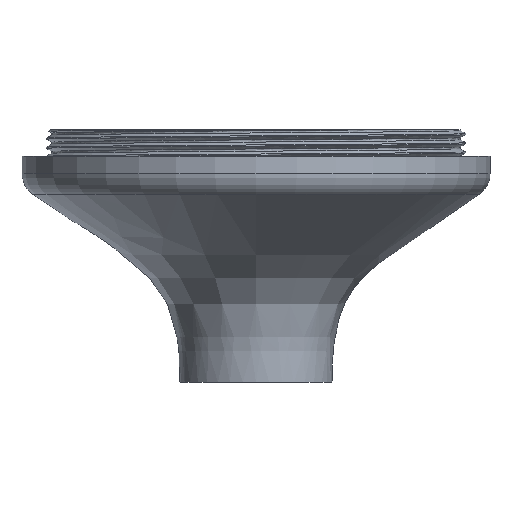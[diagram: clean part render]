
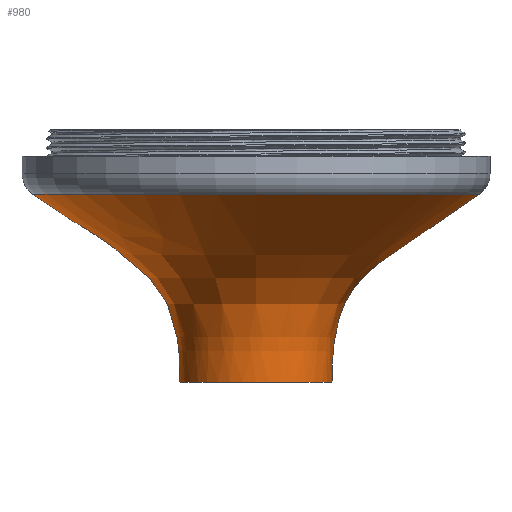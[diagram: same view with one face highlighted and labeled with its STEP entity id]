
A CAD part, front view. The second image highlights one B-rep face of the part: STEP entity #980.
In plain terms, the highlighted free-form (B-spline) face has degree [3, 3] with [4, 19] control points.
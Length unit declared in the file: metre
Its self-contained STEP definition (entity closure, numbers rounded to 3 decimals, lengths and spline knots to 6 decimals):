
#25=B_SPLINE_SURFACE_WITH_KNOTS('',3,3,((#2388,#2389,#2390,#2391,#2392,
#2393,#2394,#2395,#2396,#2397,#2398,#2399,#2400,#2401,#2402,#2403,#2404,
#2405,#2406),(#2407,#2408,#2409,#2410,#2411,#2412,#2413,#2414,#2415,#2416,
#2417,#2418,#2419,#2420,#2421,#2422,#2423,#2424,#2425),(#2426,#2427,#2428,
#2429,#2430,#2431,#2432,#2433,#2434,#2435,#2436,#2437,#2438,#2439,#2440,
#2441,#2442,#2443,#2444),(#2445,#2446,#2447,#2448,#2449,#2450,#2451,#2452,
#2453,#2454,#2455,#2456,#2457,#2458,#2459,#2460,#2461,#2462,#2463)),
 .UNSPECIFIED.,.F.,.T.,.F.,(4,4),(1,1,1,1,1,1,1,1,1,1,1,1,1,1,1,1,1,1,1,
1,1,1,1),(0.028747,1.),(-1.178097,-0.785398,
-0.392699,0.,0.392699,0.785398,1.178097,
1.570796,1.963495,2.356194,2.748894,3.141593,
3.534292,3.926991,4.31969,4.712389,5.105088,
5.497787,5.890486,6.283185,6.675884,7.068583,
7.461283),.UNSPECIFIED.);
#34=B_SPLINE_CURVE_WITH_KNOTS('',3,(#2466,#2467,#2468,#2469,#2470,#2471,
#2472,#2473,#2474,#2475,#2476,#2477,#2478,#2479,#2480,#2481,#2482,#2483),
 .UNSPECIFIED.,.T.,.F.,(1,1,1,1,1,1,1,1,1,1,1,1,1,1,1,1,1,1,1,1,1,1),(-0.005188,
-0.003459,-0.001729,0.,0.001729,
0.003459,0.005188,0.006918,0.010376,
0.012106,0.013835,0.015564,0.017294,
0.019023,0.020753,0.022482,0.024211,
0.025941,0.02767,0.0294,0.031129,
0.032858),.UNSPECIFIED.);
#318=ORIENTED_EDGE('',*,*,#542,.T.);
#319=ORIENTED_EDGE('',*,*,#543,.F.);
#320=ORIENTED_EDGE('',*,*,#541,.T.);
#541=EDGE_CURVE('',#652,#652,#720,.T.);
#542=EDGE_CURVE('',#653,#653,#721,.F.);
#543=EDGE_CURVE('',#654,#654,#34,.T.);
#652=VERTEX_POINT('',#2387);
#653=VERTEX_POINT('',#2465);
#654=VERTEX_POINT('',#2484);
#720=CIRCLE('',#1095,0.0125);
#721=CIRCLE('',#1096,0.036771);
#774=EDGE_LOOP('',(#318));
#775=EDGE_LOOP('',(#319));
#776=EDGE_LOOP('',(#320));
#866=FACE_BOUND('',#774,.T.);
#867=FACE_BOUND('',#775,.T.);
#868=FACE_BOUND('',#776,.T.);
#980=ADVANCED_FACE('',(#866,#867,#868),#25,.T.);
#1095=AXIS2_PLACEMENT_3D('',#2386,#1323,#1324);
#1096=AXIS2_PLACEMENT_3D('',#2464,#1325,#1326);
#1323=DIRECTION('',(0.,0.,1.));
#1324=DIRECTION('',(1.,0.,0.));
#1325=DIRECTION('',(0.,0.,1.));
#1326=DIRECTION('',(1.,0.,0.));
#2386=CARTESIAN_POINT('',(0.,0.,-0.0372));
#2387=CARTESIAN_POINT('',(0.0125,0.,-0.0372));
#2388=CARTESIAN_POINT('',(0.034856,-0.014438,-0.006202));
#2389=CARTESIAN_POINT('',(0.037728,0.,-0.006202));
#2390=CARTESIAN_POINT('',(0.034856,0.014438,-0.006202));
#2391=CARTESIAN_POINT('',(0.026678,0.026678,-0.006202));
#2392=CARTESIAN_POINT('',(0.014438,0.034856,-0.006202));
#2393=CARTESIAN_POINT('',(0.,0.037728,-0.006202));
#2394=CARTESIAN_POINT('',(-0.014438,0.034856,-0.006202));
#2395=CARTESIAN_POINT('',(-0.026678,0.026678,-0.006202));
#2396=CARTESIAN_POINT('',(-0.034856,0.014438,-0.006202));
#2397=CARTESIAN_POINT('',(-0.037728,0.,-0.006202));
#2398=CARTESIAN_POINT('',(-0.034856,-0.014438,-0.006202));
#2399=CARTESIAN_POINT('',(-0.026678,-0.026678,-0.006202));
#2400=CARTESIAN_POINT('',(-0.014438,-0.034856,-0.006202));
#2401=CARTESIAN_POINT('',(0.,-0.037728,-0.006202));
#2402=CARTESIAN_POINT('',(0.014438,-0.034856,-0.006202));
#2403=CARTESIAN_POINT('',(0.026678,-0.026678,-0.006202));
#2404=CARTESIAN_POINT('',(0.034856,-0.014438,-0.006202));
#2405=CARTESIAN_POINT('',(0.037728,0.,-0.006202));
#2406=CARTESIAN_POINT('',(0.034856,0.014438,-0.006202));
#2407=CARTESIAN_POINT('',(0.016786,-0.006953,-0.019346));
#2408=CARTESIAN_POINT('',(0.018169,0.,-0.019346));
#2409=CARTESIAN_POINT('',(0.016786,0.006953,-0.019346));
#2410=CARTESIAN_POINT('',(0.012848,0.012848,-0.019346));
#2411=CARTESIAN_POINT('',(0.006953,0.016786,-0.019346));
#2412=CARTESIAN_POINT('',(0.,0.018169,-0.019346));
#2413=CARTESIAN_POINT('',(-0.006953,0.016786,-0.019346));
#2414=CARTESIAN_POINT('',(-0.012848,0.012848,-0.019346));
#2415=CARTESIAN_POINT('',(-0.016786,0.006953,-0.019346));
#2416=CARTESIAN_POINT('',(-0.018169,0.,-0.019346));
#2417=CARTESIAN_POINT('',(-0.016786,-0.006953,-0.019346));
#2418=CARTESIAN_POINT('',(-0.012848,-0.012848,-0.019346));
#2419=CARTESIAN_POINT('',(-0.006953,-0.016786,-0.019346));
#2420=CARTESIAN_POINT('',(0.,-0.018169,-0.019346));
#2421=CARTESIAN_POINT('',(0.006953,-0.016786,-0.019346));
#2422=CARTESIAN_POINT('',(0.012848,-0.012848,-0.019346));
#2423=CARTESIAN_POINT('',(0.016786,-0.006953,-0.019346));
#2424=CARTESIAN_POINT('',(0.018169,0.,-0.019346));
#2425=CARTESIAN_POINT('',(0.016786,0.006953,-0.019346));
#2426=CARTESIAN_POINT('',(0.011849,-0.004908,-0.019717));
#2427=CARTESIAN_POINT('',(0.012825,0.,-0.019717));
#2428=CARTESIAN_POINT('',(0.011849,0.004908,-0.019717));
#2429=CARTESIAN_POINT('',(0.009069,0.009069,-0.019717));
#2430=CARTESIAN_POINT('',(0.004908,0.011849,-0.019717));
#2431=CARTESIAN_POINT('',(0.,0.012825,-0.019717));
#2432=CARTESIAN_POINT('',(-0.004908,0.011849,-0.019717));
#2433=CARTESIAN_POINT('',(-0.009069,0.009069,-0.019717));
#2434=CARTESIAN_POINT('',(-0.011849,0.004908,-0.019717));
#2435=CARTESIAN_POINT('',(-0.012825,0.,-0.019717));
#2436=CARTESIAN_POINT('',(-0.011849,-0.004908,-0.019717));
#2437=CARTESIAN_POINT('',(-0.009069,-0.009069,-0.019717));
#2438=CARTESIAN_POINT('',(-0.004908,-0.011849,-0.019717));
#2439=CARTESIAN_POINT('',(0.,-0.012825,-0.019717));
#2440=CARTESIAN_POINT('',(0.004908,-0.011849,-0.019717));
#2441=CARTESIAN_POINT('',(0.009069,-0.009069,-0.019717));
#2442=CARTESIAN_POINT('',(0.011849,-0.004908,-0.019717));
#2443=CARTESIAN_POINT('',(0.012825,0.,-0.019717));
#2444=CARTESIAN_POINT('',(0.011849,0.004908,-0.019717));
#2445=CARTESIAN_POINT('',(0.011849,-0.004908,-0.0372));
#2446=CARTESIAN_POINT('',(0.012825,0.,-0.0372));
#2447=CARTESIAN_POINT('',(0.011849,0.004908,-0.0372));
#2448=CARTESIAN_POINT('',(0.009069,0.009069,-0.0372));
#2449=CARTESIAN_POINT('',(0.004908,0.011849,-0.0372));
#2450=CARTESIAN_POINT('',(0.,0.012825,-0.0372));
#2451=CARTESIAN_POINT('',(-0.004908,0.011849,-0.0372));
#2452=CARTESIAN_POINT('',(-0.009069,0.009069,-0.0372));
#2453=CARTESIAN_POINT('',(-0.011849,0.004908,-0.0372));
#2454=CARTESIAN_POINT('',(-0.012825,0.,-0.0372));
#2455=CARTESIAN_POINT('',(-0.011849,-0.004908,-0.0372));
#2456=CARTESIAN_POINT('',(-0.009069,-0.009069,-0.0372));
#2457=CARTESIAN_POINT('',(-0.004908,-0.011849,-0.0372));
#2458=CARTESIAN_POINT('',(0.,-0.012825,-0.0372));
#2459=CARTESIAN_POINT('',(0.004908,-0.011849,-0.0372));
#2460=CARTESIAN_POINT('',(0.009069,-0.009069,-0.0372));
#2461=CARTESIAN_POINT('',(0.011849,-0.004908,-0.0372));
#2462=CARTESIAN_POINT('',(0.012825,0.,-0.0372));
#2463=CARTESIAN_POINT('',(0.011849,0.004908,-0.0372));
#2464=CARTESIAN_POINT('',(0.,0.,-0.006202));
#2465=CARTESIAN_POINT('',(0.036771,0.,-0.006202));
#2466=CARTESIAN_POINT('',(-0.022266,0.001733,-0.015964));
#2467=CARTESIAN_POINT('',(-0.021867,-0.000001,-0.016317));
#2468=CARTESIAN_POINT('',(-0.022266,-0.001729,-0.015965));
#2469=CARTESIAN_POINT('',(-0.023216,-0.003002,-0.015185));
#2470=CARTESIAN_POINT('',(-0.024476,-0.003792,-0.014243));
#2471=CARTESIAN_POINT('',(-0.026371,-0.004184,-0.012939));
#2472=CARTESIAN_POINT('',(-0.028365,-0.00353,-0.011709));
#2473=CARTESIAN_POINT('',(-0.029731,-0.001755,-0.010913));
#2474=CARTESIAN_POINT('',(-0.030131,-0.000018,-0.010685));
#2475=CARTESIAN_POINT('',(-0.029747,0.00172,-0.010904));
#2476=CARTESIAN_POINT('',(-0.028731,0.003068,-0.011496));
#2477=CARTESIAN_POINT('',(-0.027376,0.003856,-0.012318));
#2478=CARTESIAN_POINT('',(-0.025906,0.004086,-0.01326));
#2479=CARTESIAN_POINT('',(-0.024478,0.003793,-0.014241));
#2480=CARTESIAN_POINT('',(-0.023222,0.003006,-0.015181));
#2481=CARTESIAN_POINT('',(-0.022266,0.001733,-0.015964));
#2482=CARTESIAN_POINT('',(-0.021867,-0.000001,-0.016317));
#2483=CARTESIAN_POINT('',(-0.022266,-0.001729,-0.015965));
#2484=CARTESIAN_POINT('',(-0.022,0.,-0.0162));
